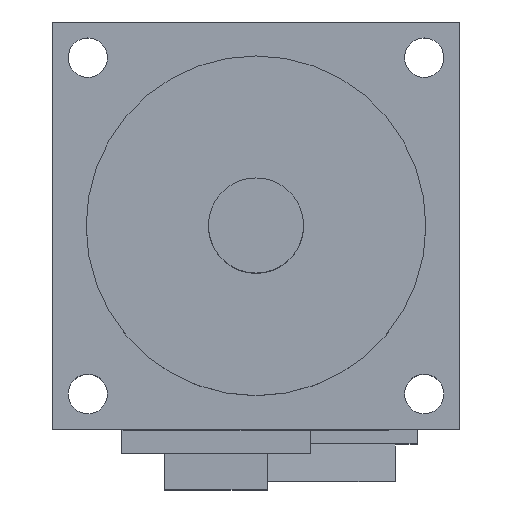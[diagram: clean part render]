
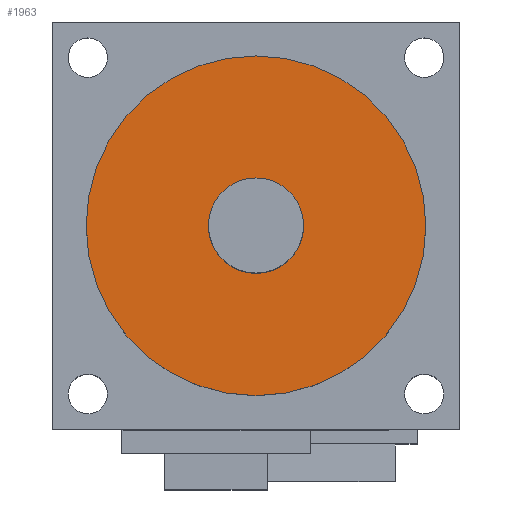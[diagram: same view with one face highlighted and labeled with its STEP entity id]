
A CAD part, top view. The second image highlights one B-rep face of the part: STEP entity #1963.
In plain terms, the highlighted planar face has unit normal (0, 0, 1).
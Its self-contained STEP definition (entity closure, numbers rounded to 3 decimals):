
#46=FACE_BOUND('',#297,.T.);
#70=CIRCLE('',#2113,25.);
#71=CIRCLE('',#2115,7.);
#174=FACE_OUTER_BOUND('',#296,.T.);
#296=EDGE_LOOP('',(#1764));
#297=EDGE_LOOP('',(#1765));
#961=VERTEX_POINT('',#3165);
#962=VERTEX_POINT('',#3169);
#1228=EDGE_CURVE('',#961,#961,#70,.T.);
#1230=EDGE_CURVE('',#962,#962,#71,.T.);
#1764=ORIENTED_EDGE('',*,*,#1228,.F.);
#1765=ORIENTED_EDGE('',*,*,#1230,.F.);
#1860=PLANE('',#2114);
#1963=ADVANCED_FACE('',(#174,#46),#1860,.T.);
#2113=AXIS2_PLACEMENT_3D('',#3166,#2610,#2611);
#2114=AXIS2_PLACEMENT_3D('',#3168,#2613,#2614);
#2115=AXIS2_PLACEMENT_3D('',#3170,#2615,#2616);
#2610=DIRECTION('center_axis',(0.,0.,-1.));
#2611=DIRECTION('ref_axis',(1.,0.,0.));
#2613=DIRECTION('center_axis',(0.,0.,1.));
#2614=DIRECTION('ref_axis',(-1.,0.,0.));
#2615=DIRECTION('center_axis',(0.,0.,1.));
#2616=DIRECTION('ref_axis',(-1.,0.,0.));
#3165=CARTESIAN_POINT('',(25.,0.,3.));
#3166=CARTESIAN_POINT('Origin',(0.,0.,3.));
#3168=CARTESIAN_POINT('Origin',(0.,0.,3.));
#3169=CARTESIAN_POINT('',(7.,0.,3.));
#3170=CARTESIAN_POINT('Origin',(0.,0.,3.));
